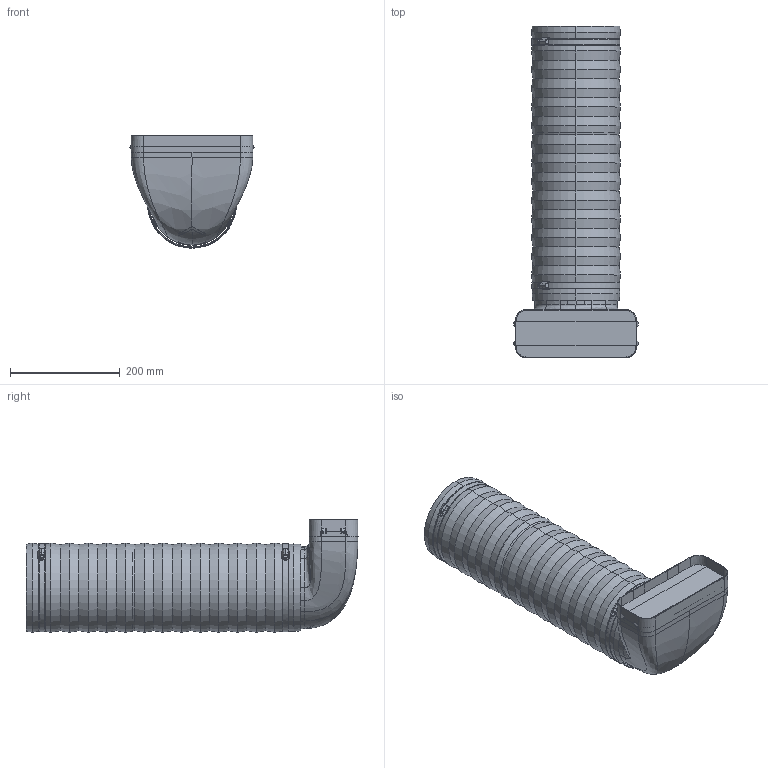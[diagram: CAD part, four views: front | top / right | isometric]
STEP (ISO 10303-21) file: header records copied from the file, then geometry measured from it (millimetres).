
FILE_DESCRIPTION(('STEP AP214'),'1');
FILE_NAME(' mit Flexkanal 500.STP','2023-04-18T11:15:28',(' '),(' '),'Spatial InterOp 3D',' ',' ');
FILE_SCHEMA(('AUTOMOTIVE_DESIGN { 1 0 10303 214 1 1 1 1 }'));
Length unit declared in the file: millimetre
Products named in the file (1): Sweep-Körper           
Bounding box: 227 x 604.68 x 204.86 mm (x, y, z)
Surface area: 459580.6 mm2 (no closed solid volume)
Topology: 0 solids, 10 shells, 482 faces, 1228 edges, 768 vertices
Faces by surface type: plane 230, bspline 130, cone 84, cylinder 38
Entity records: 27621 total; most frequent: CARTESIAN_POINT 17002, ORIENTED_EDGE 2440, DIRECTION 1693, EDGE_CURVE 1226, VERTEX_POINT 768, LINE 651, VECTOR 651, AXIS2_PLACEMENT_3D 521
